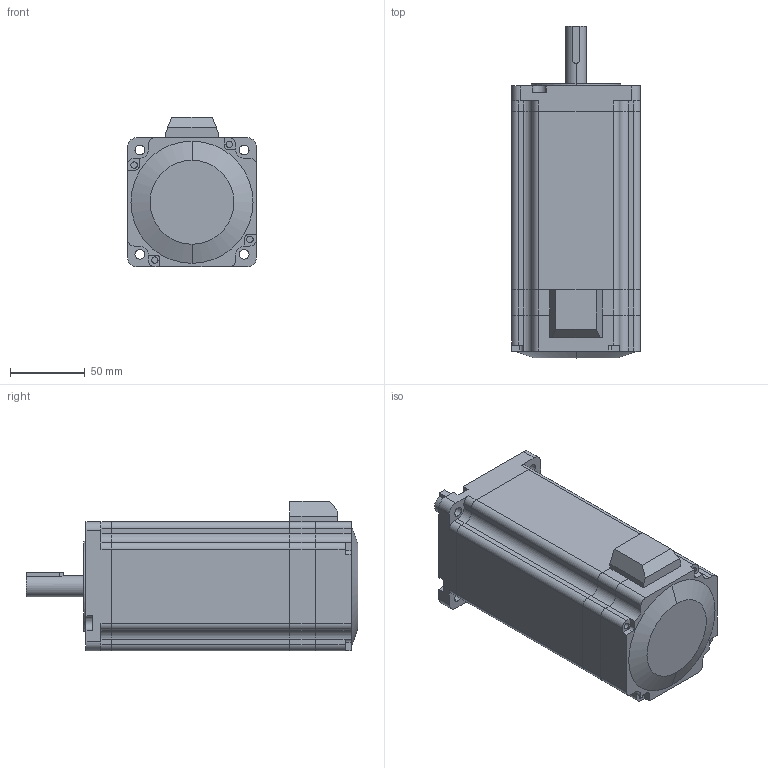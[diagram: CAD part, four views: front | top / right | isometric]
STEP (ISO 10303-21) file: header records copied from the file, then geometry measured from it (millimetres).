
FILE_DESCRIPTION (( 'STEP AP214' ), '1' );
FILE_NAME ('86AME120-E1（86HSM155D-K1440-006）.STEP', '2020-11-14T02:26:53', ( 'wimxt.com' ), ( 'wimxt.com' ), 'SwSTEP 2.0', 'SolidWorks 2014', '' );
FILE_SCHEMA (( 'AUTOMOTIVE_DESIGN' ));
Length unit declared in the file: millimetre
Products named in the file (7): 86誘盄褲; 86瑩; 86ヶ裔; 86呿蹋綴欶; 86敕遠菁釱; 86-119隅赽; 86AME120-E1（86HSM155D-K1440-006）
Assembly tree (6 placements, depth 2):
  86AME120-E1（86HSM155D-K1440-006）
    86-119隅赽
    86敕遠菁釱
    86呿蹋綴欶
    86ヶ裔
    86瑩
    86誘盄褲
Bounding box: 86 x 221.5 x 99.7 mm (x, y, z)
Volume: 475161.4 mm3; surface area: 160586.9 mm2
Topology: 6 solids, 7 shells, 277 faces, 742 edges, 495 vertices
Faces by surface type: cylinder 140, plane 133, cone 4
Entity records: 9134 total; most frequent: DIRECTION 1596, CARTESIAN_POINT 1563, ORIENTED_EDGE 1484, EDGE_CURVE 742, AXIS2_PLACEMENT_3D 572, VERTEX_POINT 495, VECTOR 452, LINE 452
